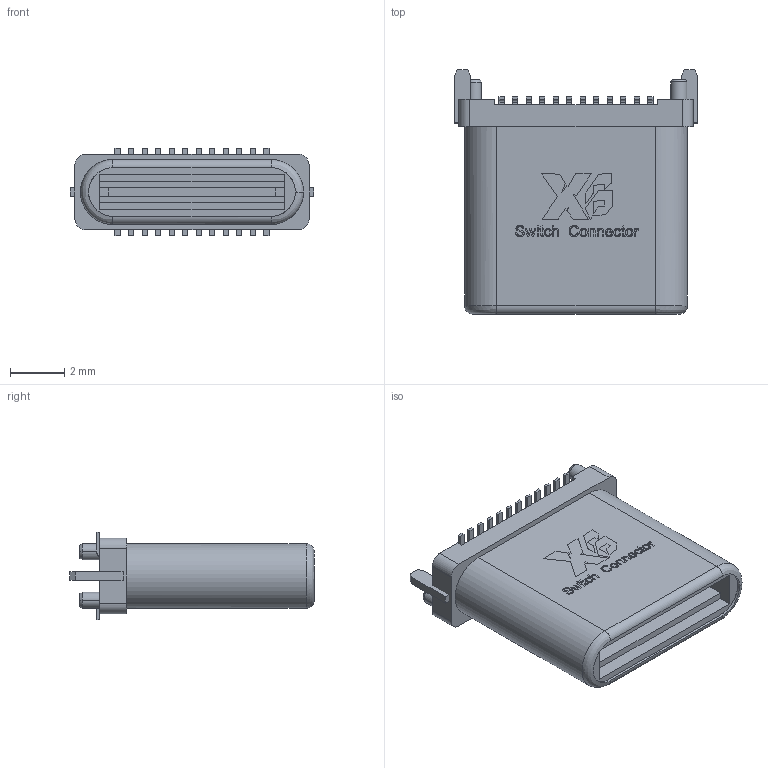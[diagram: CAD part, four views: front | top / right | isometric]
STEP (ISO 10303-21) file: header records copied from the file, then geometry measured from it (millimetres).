
FILE_DESCRIPTION(/* description */ (''),/* implementation_level */ '2;1');
FILE_NAME(/* name */ 'XB-SBC~4',/* time_stamp */ '2023-11-06T10:59:59+08:00',/* author */ (''),/* organization */ (''),/* preprocessor_version */ 'ST-DEVELOPER v16.5',/* originating_system */ '',/* authorisation */ '');
FILE_SCHEMA (('AUTOMOTIVE_DESIGN'));
Length unit declared in the file: millimetre
Products named in the file (1): Document
Bounding box: 9 x 9.04 x 3.25 mm (x, y, z)
Volume: 114.8 mm3; surface area: 684 mm2
Topology: 65 solids, 65 shells, 1114 faces, 2777 edges, 1842 vertices
Faces by surface type: bspline 679, plane 435
Entity records: 38951 total; most frequent: CARTESIAN_POINT 20181, ORIENTED_EDGE 5554, EDGE_CURVE 2777, B_SPLINE_CURVE_WITH_KNOTS 2518, VERTEX_POINT 1842, EDGE_LOOP 1181, ADVANCED_FACE 1114, FACE_OUTER_BOUND 1114
